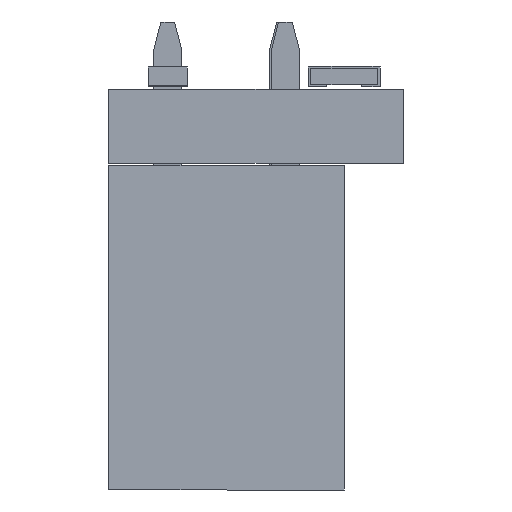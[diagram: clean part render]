
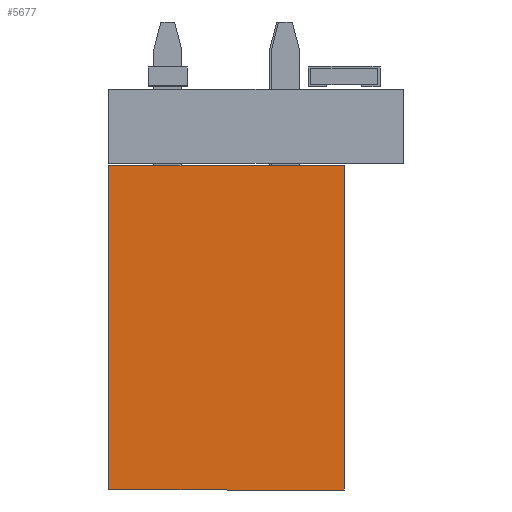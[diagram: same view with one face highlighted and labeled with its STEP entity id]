
A CAD part, front view. The second image highlights one B-rep face of the part: STEP entity #5677.
In plain terms, the highlighted face is planar.
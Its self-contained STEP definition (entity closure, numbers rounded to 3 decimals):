
#5677 = ADVANCED_FACE('',(#5678),#5692,.F.);
#5678 = FACE_BOUND('',#5679,.F.);
#5679 = EDGE_LOOP('',(#5680,#5715,#5743,#5771));
#5680 = ORIENTED_EDGE('',*,*,#5681,.T.);
#5681 = EDGE_CURVE('',#5682,#5684,#5686,.T.);
#5682 = VERTEX_POINT('',#5683);
#5683 = CARTESIAN_POINT('',(1.27,-3.81,0.));
#5684 = VERTEX_POINT('',#5685);
#5685 = CARTESIAN_POINT('',(1.27,-3.81,7.));
#5686 = SURFACE_CURVE('',#5687,(#5691,#5703),.PCURVE_S1.);
#5687 = LINE('',#5688,#5689);
#5688 = CARTESIAN_POINT('',(1.27,-3.81,0.));
#5689 = VECTOR('',#5690,1.);
#5690 = DIRECTION('',(0.,0.,1.));
#5691 = PCURVE('',#5692,#5697);
#5692 = PLANE('',#5693);
#5693 = AXIS2_PLACEMENT_3D('',#5694,#5695,#5696);
#5694 = CARTESIAN_POINT('',(1.27,-3.81,0.));
#5695 = DIRECTION('',(-1.,0.,0.));
#5696 = DIRECTION('',(0.,1.,0.));
#5697 = DEFINITIONAL_REPRESENTATION('',(#5698),#5702);
#5698 = LINE('',#5699,#5700);
#5699 = CARTESIAN_POINT('',(0.,0.));
#5700 = VECTOR('',#5701,1.);
#5701 = DIRECTION('',(0.,-1.));
#5702 = ( GEOMETRIC_REPRESENTATION_CONTEXT(2) 
PARAMETRIC_REPRESENTATION_CONTEXT() REPRESENTATION_CONTEXT('2D SPACE',''
  ) );
#5703 = PCURVE('',#5704,#5709);
#5704 = PLANE('',#5705);
#5705 = AXIS2_PLACEMENT_3D('',#5706,#5707,#5708);
#5706 = CARTESIAN_POINT('',(-1.27,-3.81,0.));
#5707 = DIRECTION('',(0.,1.,0.));
#5708 = DIRECTION('',(1.,0.,0.));
#5709 = DEFINITIONAL_REPRESENTATION('',(#5710),#5714);
#5710 = LINE('',#5711,#5712);
#5711 = CARTESIAN_POINT('',(2.54,0.));
#5712 = VECTOR('',#5713,1.);
#5713 = DIRECTION('',(0.,-1.));
#5714 = ( GEOMETRIC_REPRESENTATION_CONTEXT(2) 
PARAMETRIC_REPRESENTATION_CONTEXT() REPRESENTATION_CONTEXT('2D SPACE',''
  ) );
#5715 = ORIENTED_EDGE('',*,*,#5716,.T.);
#5716 = EDGE_CURVE('',#5684,#5717,#5719,.T.);
#5717 = VERTEX_POINT('',#5718);
#5718 = CARTESIAN_POINT('',(1.27,1.27,7.));
#5719 = SURFACE_CURVE('',#5720,(#5724,#5731),.PCURVE_S1.);
#5720 = LINE('',#5721,#5722);
#5721 = CARTESIAN_POINT('',(1.27,-3.81,7.));
#5722 = VECTOR('',#5723,1.);
#5723 = DIRECTION('',(0.,1.,0.));
#5724 = PCURVE('',#5692,#5725);
#5725 = DEFINITIONAL_REPRESENTATION('',(#5726),#5730);
#5726 = LINE('',#5727,#5728);
#5727 = CARTESIAN_POINT('',(0.,-7.));
#5728 = VECTOR('',#5729,1.);
#5729 = DIRECTION('',(1.,0.));
#5730 = ( GEOMETRIC_REPRESENTATION_CONTEXT(2) 
PARAMETRIC_REPRESENTATION_CONTEXT() REPRESENTATION_CONTEXT('2D SPACE',''
  ) );
#5731 = PCURVE('',#5732,#5737);
#5732 = PLANE('',#5733);
#5733 = AXIS2_PLACEMENT_3D('',#5734,#5735,#5736);
#5734 = CARTESIAN_POINT('',(1.27,-3.81,7.));
#5735 = DIRECTION('',(0.,0.,-1.));
#5736 = DIRECTION('',(0.,-1.,0.));
#5737 = DEFINITIONAL_REPRESENTATION('',(#5738),#5742);
#5738 = LINE('',#5739,#5740);
#5739 = CARTESIAN_POINT('',(0.,0.));
#5740 = VECTOR('',#5741,1.);
#5741 = DIRECTION('',(-1.,0.));
#5742 = ( GEOMETRIC_REPRESENTATION_CONTEXT(2) 
PARAMETRIC_REPRESENTATION_CONTEXT() REPRESENTATION_CONTEXT('2D SPACE',''
  ) );
#5743 = ORIENTED_EDGE('',*,*,#5744,.F.);
#5744 = EDGE_CURVE('',#5745,#5717,#5747,.T.);
#5745 = VERTEX_POINT('',#5746);
#5746 = CARTESIAN_POINT('',(1.27,1.27,0.));
#5747 = SURFACE_CURVE('',#5748,(#5752,#5759),.PCURVE_S1.);
#5748 = LINE('',#5749,#5750);
#5749 = CARTESIAN_POINT('',(1.27,1.27,0.));
#5750 = VECTOR('',#5751,1.);
#5751 = DIRECTION('',(0.,0.,1.));
#5752 = PCURVE('',#5692,#5753);
#5753 = DEFINITIONAL_REPRESENTATION('',(#5754),#5758);
#5754 = LINE('',#5755,#5756);
#5755 = CARTESIAN_POINT('',(5.08,0.));
#5756 = VECTOR('',#5757,1.);
#5757 = DIRECTION('',(0.,-1.));
#5758 = ( GEOMETRIC_REPRESENTATION_CONTEXT(2) 
PARAMETRIC_REPRESENTATION_CONTEXT() REPRESENTATION_CONTEXT('2D SPACE',''
  ) );
#5759 = PCURVE('',#5760,#5765);
#5760 = PLANE('',#5761);
#5761 = AXIS2_PLACEMENT_3D('',#5762,#5763,#5764);
#5762 = CARTESIAN_POINT('',(1.27,1.27,0.));
#5763 = DIRECTION('',(0.,-1.,0.));
#5764 = DIRECTION('',(-1.,0.,0.));
#5765 = DEFINITIONAL_REPRESENTATION('',(#5766),#5770);
#5766 = LINE('',#5767,#5768);
#5767 = CARTESIAN_POINT('',(0.,0.));
#5768 = VECTOR('',#5769,1.);
#5769 = DIRECTION('',(0.,-1.));
#5770 = ( GEOMETRIC_REPRESENTATION_CONTEXT(2) 
PARAMETRIC_REPRESENTATION_CONTEXT() REPRESENTATION_CONTEXT('2D SPACE',''
  ) );
#5771 = ORIENTED_EDGE('',*,*,#5772,.F.);
#5772 = EDGE_CURVE('',#5682,#5745,#5773,.T.);
#5773 = SURFACE_CURVE('',#5774,(#5778,#5785),.PCURVE_S1.);
#5774 = LINE('',#5775,#5776);
#5775 = CARTESIAN_POINT('',(1.27,-3.81,0.));
#5776 = VECTOR('',#5777,1.);
#5777 = DIRECTION('',(0.,1.,0.));
#5778 = PCURVE('',#5692,#5779);
#5779 = DEFINITIONAL_REPRESENTATION('',(#5780),#5784);
#5780 = LINE('',#5781,#5782);
#5781 = CARTESIAN_POINT('',(0.,0.));
#5782 = VECTOR('',#5783,1.);
#5783 = DIRECTION('',(1.,0.));
#5784 = ( GEOMETRIC_REPRESENTATION_CONTEXT(2) 
PARAMETRIC_REPRESENTATION_CONTEXT() REPRESENTATION_CONTEXT('2D SPACE',''
  ) );
#5785 = PCURVE('',#5786,#5791);
#5786 = PLANE('',#5787);
#5787 = AXIS2_PLACEMENT_3D('',#5788,#5789,#5790);
#5788 = CARTESIAN_POINT('',(1.27,-3.81,0.));
#5789 = DIRECTION('',(0.,0.,-1.));
#5790 = DIRECTION('',(0.,-1.,0.));
#5791 = DEFINITIONAL_REPRESENTATION('',(#5792),#5796);
#5792 = LINE('',#5793,#5794);
#5793 = CARTESIAN_POINT('',(0.,0.));
#5794 = VECTOR('',#5795,1.);
#5795 = DIRECTION('',(-1.,0.));
#5796 = ( GEOMETRIC_REPRESENTATION_CONTEXT(2) 
PARAMETRIC_REPRESENTATION_CONTEXT() REPRESENTATION_CONTEXT('2D SPACE',''
  ) );
